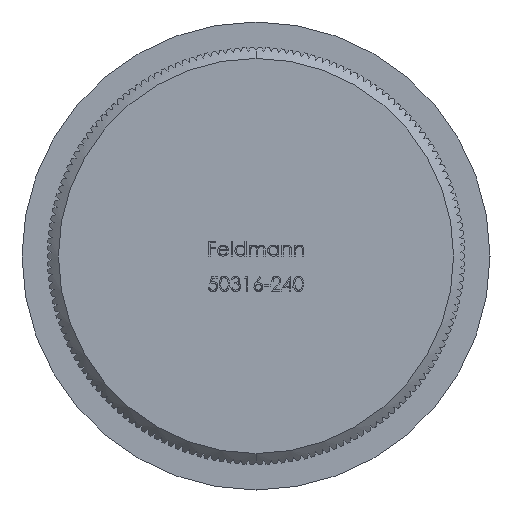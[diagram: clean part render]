
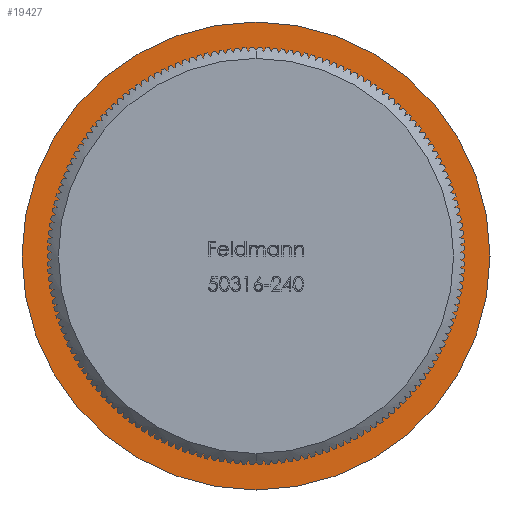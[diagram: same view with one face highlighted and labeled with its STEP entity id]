
A CAD part, front view. The second image highlights one B-rep face of the part: STEP entity #19427.
In plain terms, the highlighted planar face has unit normal (0, -1, 0).
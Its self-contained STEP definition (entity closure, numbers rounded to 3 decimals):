
#290 = CARTESIAN_POINT ( 'NONE',  ( 0., 8., 0. ) ) ;
#531 = ORIENTED_EDGE ( 'NONE', *, *, #1008, .F. ) ;
#1008 = EDGE_CURVE ( 'NONE', #22108, #26533, #30746, .T. ) ;
#1269 = FACE_BOUND ( 'NONE', #12626, .T. ) ;
#2308 = DIRECTION ( 'NONE',  ( 0., -1., 0. ) ) ;
#2894 = CARTESIAN_POINT ( 'NONE',  ( 0., 8., 0. ) ) ;
#3671 = PLANE ( 'NONE',  #19568 ) ;
#3684 = ORIENTED_EDGE ( 'NONE', *, *, #27094, .T. ) ;
#4142 = AXIS2_PLACEMENT_3D ( 'NONE', #7531, #12092, #16583 ) ;
#4870 = EDGE_LOOP ( 'NONE', ( #8016, #3684 ) ) ;
#5922 = DIRECTION ( 'NONE',  ( 0., -1., 0. ) ) ;
#7462 = CARTESIAN_POINT ( 'NONE',  ( 0., 8., -18.2 ) ) ;
#7531 = CARTESIAN_POINT ( 'NONE',  ( 0., 8., 0. ) ) ;
#7723 = DIRECTION ( 'NONE',  ( 0., 0., -1. ) ) ;
#8016 = ORIENTED_EDGE ( 'NONE', *, *, #15847, .T. ) ;
#9492 = VERTEX_POINT ( 'NONE', #16465 ) ;
#9814 = FACE_OUTER_BOUND ( 'NONE', #4870, .T. ) ;
#9955 = AXIS2_PLACEMENT_3D ( 'NONE', #2894, #21537, #7723 ) ;
#10595 = EDGE_CURVE ( 'NONE', #26533, #22108, #26036, .T. ) ;
#12092 = DIRECTION ( 'NONE',  ( 0., -1., 0. ) ) ;
#12474 = ORIENTED_EDGE ( 'NONE', *, *, #10595, .F. ) ;
#12626 = EDGE_LOOP ( 'NONE', ( #531, #12474 ) ) ;
#14031 = CARTESIAN_POINT ( 'NONE',  ( 0., 8., 0. ) ) ;
#14815 = DIRECTION ( 'NONE',  ( 0., -1., 0. ) ) ;
#15408 = CARTESIAN_POINT ( 'NONE',  ( 18.2, 8., 0. ) ) ;
#15847 = EDGE_CURVE ( 'NONE', #9492, #24737, #16627, .T. ) ;
#16465 = CARTESIAN_POINT ( 'NONE',  ( 0., 8., -21.2 ) ) ;
#16583 = DIRECTION ( 'NONE',  ( 0., 0., -1. ) ) ;
#16627 = CIRCLE ( 'NONE', #9955, 21.2 ) ;
#18535 = AXIS2_PLACEMENT_3D ( 'NONE', #290, #14815, #28780 ) ;
#18917 = DIRECTION ( 'NONE',  ( 0., 0., -1. ) ) ;
#19351 = CARTESIAN_POINT ( 'NONE',  ( 0., 8., 21.2 ) ) ;
#19427 = ADVANCED_FACE ( 'NONE', ( #9814, #1269 ), #3671, .T. ) ;
#19568 = AXIS2_PLACEMENT_3D ( 'NONE', #15408, #5922, #20353 ) ;
#20353 = DIRECTION ( 'NONE',  ( 0., 0., -1. ) ) ;
#21474 = CARTESIAN_POINT ( 'NONE',  ( 0., 8., 18.2 ) ) ;
#21537 = DIRECTION ( 'NONE',  ( 0., -1., 0. ) ) ;
#22108 = VERTEX_POINT ( 'NONE', #7462 ) ;
#22304 = AXIS2_PLACEMENT_3D ( 'NONE', #14031, #2308, #18917 ) ;
#24737 = VERTEX_POINT ( 'NONE', #19351 ) ;
#26036 = CIRCLE ( 'NONE', #4142, 18.2 ) ;
#26533 = VERTEX_POINT ( 'NONE', #21474 ) ;
#27094 = EDGE_CURVE ( 'NONE', #24737, #9492, #29427, .T. ) ;
#28780 = DIRECTION ( 'NONE',  ( 0., 0., -1. ) ) ;
#29427 = CIRCLE ( 'NONE', #22304, 21.2 ) ;
#30746 = CIRCLE ( 'NONE', #18535, 18.2 ) ;
